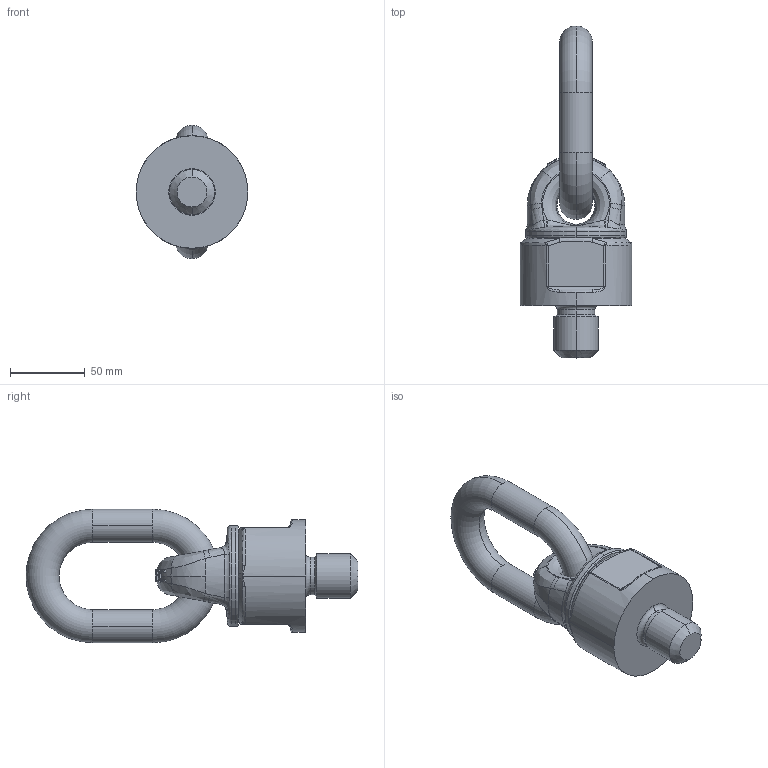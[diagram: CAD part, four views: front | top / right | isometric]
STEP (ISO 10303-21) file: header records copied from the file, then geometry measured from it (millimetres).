
FILE_DESCRIPTION(('STEP AP214'),'1');
FILE_NAME('c8000503035.stp','2018-01-22T13:32:07',('TraceParts'),('TraceParts S.A.'),'Spatial InterOp 3D',' ',' ');
FILE_SCHEMA(('automotive_design'));
Length unit declared in the file: millimetre
Products named in the file (3): c8000503035_1; c8000503035_2; c8000503035_3
Bounding box: 74.36 x 221.4 x 89 mm (x, y, z)
Volume: 399185.1 mm3; surface area: 63999.5 mm2
Topology: 3 solids, 3 shells, 272 faces, 769 edges, 494 vertices
Faces by surface type: bspline 128, plane 64, cone 32, cylinder 26, torus 18, sphere 4
Entity records: 21668 total; most frequent: CARTESIAN_POINT 13243, ORIENTED_EDGE 1520, DIRECTION 1033, EDGE_CURVE 760, VERTEX_POINT 494, AXIS2_PLACEMENT_3D 434, B_SPLINE_CURVE_WITH_KNOTS 289, EDGE_LOOP 276
